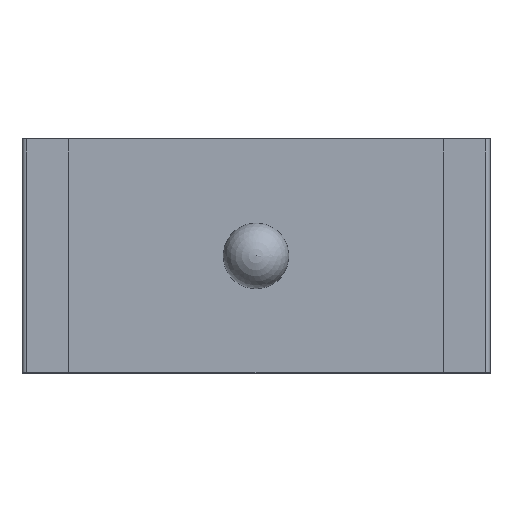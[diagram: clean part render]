
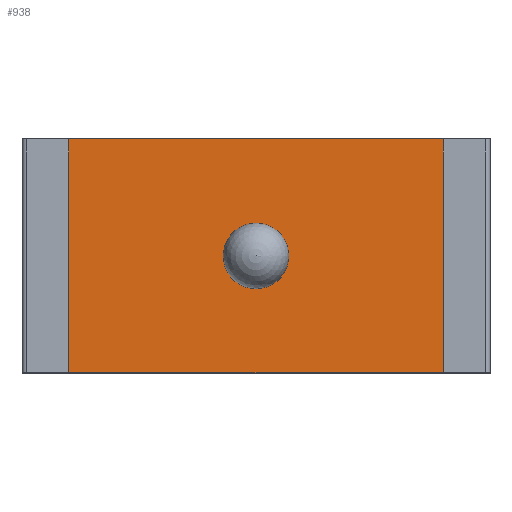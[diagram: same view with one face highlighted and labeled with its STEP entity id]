
A CAD part, top view. The second image highlights one B-rep face of the part: STEP entity #938.
In plain terms, the highlighted planar face has unit normal (0, 0, 1).
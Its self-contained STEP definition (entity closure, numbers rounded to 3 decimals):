
#826 = CARTESIAN_POINT ( 'NONE',  ( 2., 1.25, 0.65 ) ) ;
#827 = VERTEX_POINT ( 'NONE', #826 ) ;
#834 = CARTESIAN_POINT ( 'NONE',  ( 2., -1.25, 0.65 ) ) ;
#835 = VERTEX_POINT ( 'NONE', #834 ) ;
#836 = CARTESIAN_POINT ( 'NONE',  ( 2., -1.25, 0.65 ) ) ;
#837 = DIRECTION ( 'NONE',  ( 0., 1., 0. ) ) ;
#838 = VECTOR ( 'NONE', #837, 1000. ) ;
#839 = LINE ( 'NONE', #836, #838 ) ;
#840 = EDGE_CURVE ( 'NONE', #835, #827, #839, .T. ) ;
#867 = CARTESIAN_POINT ( 'NONE',  ( 0., -0.35, 0.65 ) ) ;
#868 = VERTEX_POINT ( 'NONE', #867 ) ;
#875 = CARTESIAN_POINT ( 'NONE',  ( 0., 0.35, 0.65 ) ) ;
#876 = VERTEX_POINT ( 'NONE', #875 ) ;
#877 = CARTESIAN_POINT ( 'NONE',  ( 0., 0., 0.65 ) ) ;
#878 = DIRECTION ( 'NONE',  ( 0., 0., 1. ) ) ;
#879 = DIRECTION ( 'NONE',  ( 0., 1., 0. ) ) ;
#880 = AXIS2_PLACEMENT_3D ( 'NONE', #877, #878, #879 ) ;
#881 = CIRCLE ( 'NONE', #880, 0.35) ;
#882 = EDGE_CURVE ( 'NONE', #868, #876, #881, .T. ) ;
#898 = ORIENTED_EDGE ( 'NONE', *, *, #840, .T. ) ;
#899 = CARTESIAN_POINT ( 'NONE',  ( -2., 1.25, 0.65 ) ) ;
#900 = VERTEX_POINT ( 'NONE', #899 ) ;
#901 = CARTESIAN_POINT ( 'NONE',  ( -2., 1.25, 0.65 ) ) ;
#902 = DIRECTION ( 'NONE',  ( -1., 0., 0. ) ) ;
#903 = VECTOR ( 'NONE', #902, 1000. ) ;
#904 = LINE ( 'NONE', #901, #903 ) ;
#905 = EDGE_CURVE ( 'NONE', #827, #900, #904, .T. ) ;
#906 = ORIENTED_EDGE ( 'NONE', *, *, #905, .T. ) ;
#907 = CARTESIAN_POINT ( 'NONE',  ( -2., -1.25, 0.65 ) ) ;
#908 = VERTEX_POINT ( 'NONE', #907 ) ;
#909 = CARTESIAN_POINT ( 'NONE',  ( -2., -1.25, 0.65 ) ) ;
#910 = DIRECTION ( 'NONE',  ( 0., -1., 0. ) ) ;
#911 = VECTOR ( 'NONE', #910, 1000. ) ;
#912 = LINE ( 'NONE', #909, #911 ) ;
#913 = EDGE_CURVE ( 'NONE', #900, #908, #912, .T. ) ;
#914 = ORIENTED_EDGE ( 'NONE', *, *, #913, .T. ) ;
#915 = CARTESIAN_POINT ( 'NONE',  ( -2., -1.25, 0.65 ) ) ;
#916 = DIRECTION ( 'NONE',  ( 1., 0., 0. ) ) ;
#917 = VECTOR ( 'NONE', #916, 1000. ) ;
#918 = LINE ( 'NONE', #915, #917 ) ;
#919 = EDGE_CURVE ( 'NONE', #908, #835, #918, .T. ) ;
#920 = ORIENTED_EDGE ( 'NONE', *, *, #919, .T. ) ;
#921 = EDGE_LOOP ( 'NONE', ( #898, #906, #914, #920 ) ) ;
#922 = FACE_OUTER_BOUND ( 'NONE', #921, .T. ) ;
#923 = CARTESIAN_POINT ( 'NONE',  ( 0., 0., 0.65 ) ) ;
#924 = DIRECTION ( 'NONE',  ( 0., 0., 1. ) ) ;
#925 = DIRECTION ( 'NONE',  ( 0., 1., 0. ) ) ;
#926 = AXIS2_PLACEMENT_3D ( 'NONE', #923, #924, #925 ) ;
#927 = CIRCLE ( 'NONE', #926, 0.35) ;
#928 = EDGE_CURVE ( 'NONE', #876, #868, #927, .T. ) ;
#929 = ORIENTED_EDGE ( 'NONE', *, *, #928, .F. ) ;
#930 = ORIENTED_EDGE ( 'NONE', *, *, #882, .F. ) ;
#931 = EDGE_LOOP ( 'NONE', ( #929, #930 ) ) ;
#932 = FACE_BOUND ( 'NONE', #931, .T. ) ;
#933 = CARTESIAN_POINT ( 'NONE',  ( 0., 0., 0.65 ) ) ;
#934 = DIRECTION ( 'NONE',  ( 0., 0., -1. ) ) ;
#935 = DIRECTION ( 'NONE',  ( 0., 1., 0. ) ) ;
#936 = AXIS2_PLACEMENT_3D ( 'NONE', #933, #934, #935 ) ;
#937 = PLANE ( 'NONE', #936 ) ;
#938 = ADVANCED_FACE ( 'NONE', ( #922, #932 ), #937, .F. ) ;
